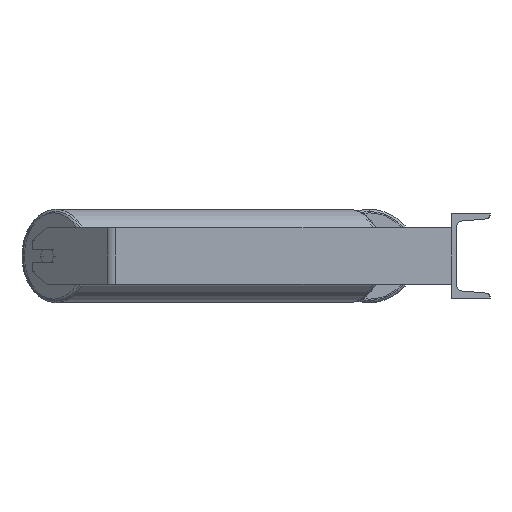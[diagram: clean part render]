
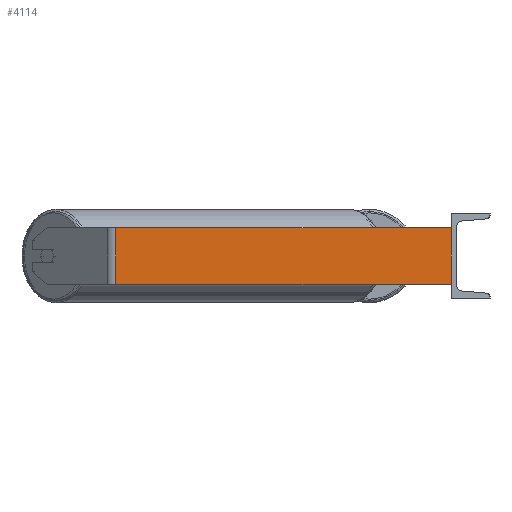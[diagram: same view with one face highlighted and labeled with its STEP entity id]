
A CAD part, left-side view. The second image highlights one B-rep face of the part: STEP entity #4114.
In plain terms, the highlighted planar face has unit normal (-1, 0, 0).
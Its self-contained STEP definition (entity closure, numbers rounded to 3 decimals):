
#133 = EDGE_CURVE ( 'NONE', #2591, #1512, #6929, .T. ) ;
#174 = FACE_OUTER_BOUND ( 'NONE', #4759, .T. ) ;
#305 = CARTESIAN_POINT ( 'NONE',  ( -885., 478.57, 40. ) ) ;
#1086 = CARTESIAN_POINT ( 'NONE',  ( -885., 0., 40. ) ) ;
#1512 = VERTEX_POINT ( 'NONE', #8783 ) ;
#1769 = VECTOR ( 'NONE', #7991, 1000. ) ;
#1850 = LINE ( 'NONE', #4611, #5976 ) ;
#2056 = CARTESIAN_POINT ( 'NONE',  ( -885., 478.57, 40. ) ) ;
#2524 = LINE ( 'NONE', #3159, #1769 ) ;
#2591 = VERTEX_POINT ( 'NONE', #305 ) ;
#2687 = AXIS2_PLACEMENT_3D ( 'NONE', #5631, #7024, #7671 ) ;
#2841 = PLANE ( 'NONE',  #2687 ) ;
#3159 = CARTESIAN_POINT ( 'NONE',  ( -885., 485.197, -40. ) ) ;
#3235 = EDGE_CURVE ( 'NONE', #3273, #7302, #7324, .T. ) ;
#3273 = VERTEX_POINT ( 'NONE', #8990 ) ;
#3277 = DIRECTION ( 'NONE',  ( 0., 0., -1. ) ) ;
#3849 = DIRECTION ( 'NONE',  ( 0., 0., -1. ) ) ;
#4114 = ADVANCED_FACE ( 'NONE', ( #174 ), #2841, .F. ) ;
#4336 = ORIENTED_EDGE ( 'NONE', *, *, #3235, .F. ) ;
#4611 = CARTESIAN_POINT ( 'NONE',  ( -885., 485.197, 40. ) ) ;
#4759 = EDGE_LOOP ( 'NONE', ( #5081, #4336, #5638, #8977 ) ) ;
#5081 = ORIENTED_EDGE ( 'NONE', *, *, #6265, .T. ) ;
#5631 = CARTESIAN_POINT ( 'NONE',  ( -885., 485.197, 40. ) ) ;
#5638 = ORIENTED_EDGE ( 'NONE', *, *, #5759, .F. ) ;
#5759 = EDGE_CURVE ( 'NONE', #2591, #3273, #1850, .T. ) ;
#5866 = CARTESIAN_POINT ( 'NONE',  ( -885., 0., -40. ) ) ;
#5976 = VECTOR ( 'NONE', #7385, 1000. ) ;
#6265 = EDGE_CURVE ( 'NONE', #1512, #7302, #2524, .T. ) ;
#6591 = VECTOR ( 'NONE', #3849, 1000. ) ;
#6929 = LINE ( 'NONE', #2056, #7695 ) ;
#7024 = DIRECTION ( 'NONE',  ( 1., 0., 0. ) ) ;
#7302 = VERTEX_POINT ( 'NONE', #5866 ) ;
#7324 = LINE ( 'NONE', #1086, #6591 ) ;
#7385 = DIRECTION ( 'NONE',  ( 0., -1., 0. ) ) ;
#7671 = DIRECTION ( 'NONE',  ( 0., 1., 0. ) ) ;
#7695 = VECTOR ( 'NONE', #3277, 1000. ) ;
#7991 = DIRECTION ( 'NONE',  ( 0., -1., 0. ) ) ;
#8783 = CARTESIAN_POINT ( 'NONE',  ( -885., 478.57, -40. ) ) ;
#8977 = ORIENTED_EDGE ( 'NONE', *, *, #133, .T. ) ;
#8990 = CARTESIAN_POINT ( 'NONE',  ( -885., 0., 40. ) ) ;
